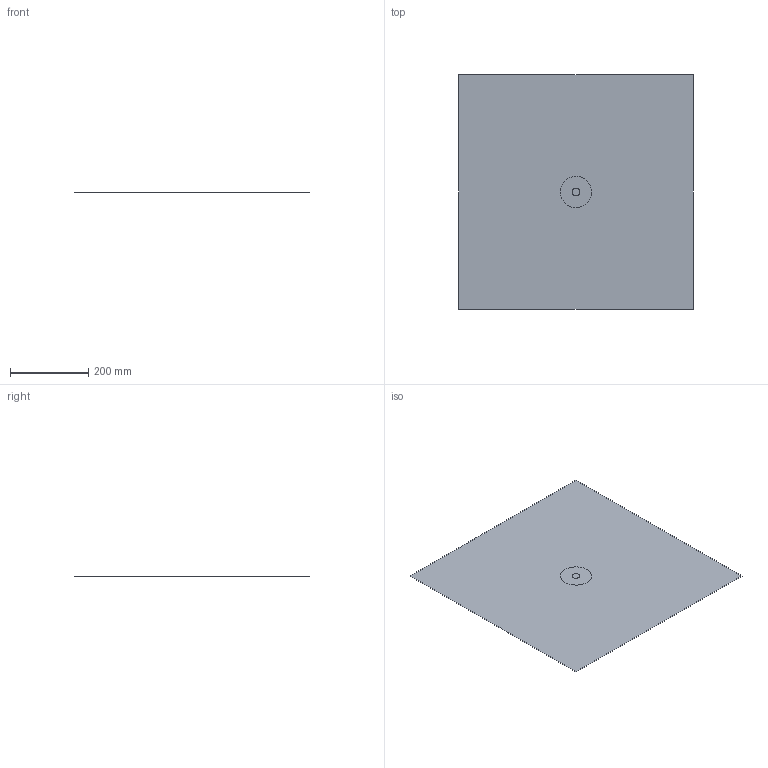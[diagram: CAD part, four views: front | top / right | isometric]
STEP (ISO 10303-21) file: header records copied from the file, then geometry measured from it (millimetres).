
FILE_DESCRIPTION(('CAx-IF Rec.Pracs.---Model Styling and Organization---1.2---2011-12-15','CAx-IF Rec.Pracs.---Geometric and Assembly Validation Properties---4.1---2014-06-16','CAx-IF Rec.Pracs.---PMI Polyline Presentation---2.0---2013-05-24'),'2;1');
FILE_NAME('mesh_permeameter1.step','2022-03-11T16:51:35+01:00',(' '),(' '),'HyperWorksVersion-2021.0.0.33','3D_Kernel_IO2020 SP3 by CT CoreTechnologie',' ');
FILE_SCHEMA(('AUTOMOTIVE_DESIGN { 1 0 10303 214 1 1 1 1 }'));
Length unit declared in the file: metre
Products named in the file (1): mesh_permeameter1
Bounding box: 600 x 600 x 0 mm (x, y, z)
Surface area: 359998.7 mm2 (no closed solid volume)
Topology: 0 solids, 1 shells, 3 faces, 8 edges, 8 vertices
Faces by surface type: plane 3
Entity records: 251 total; most frequent: CARTESIAN_POINT 131, DIRECTION 14, ORIENTED_EDGE 12, VERTEX_POINT 8, EDGE_CURVE 8, AXIS2_PLACEMENT_3D 5, EDGE_LOOP 5, VECTOR 4
